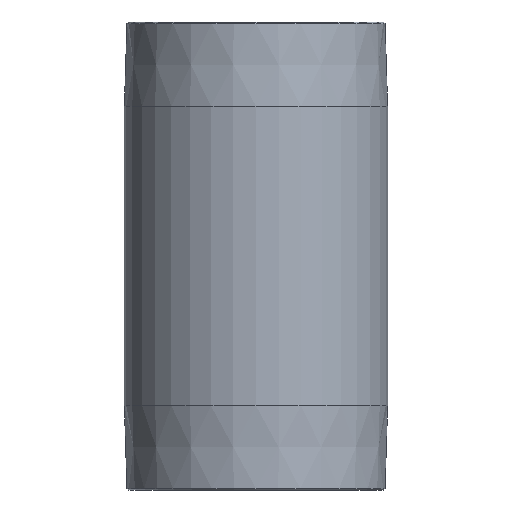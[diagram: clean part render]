
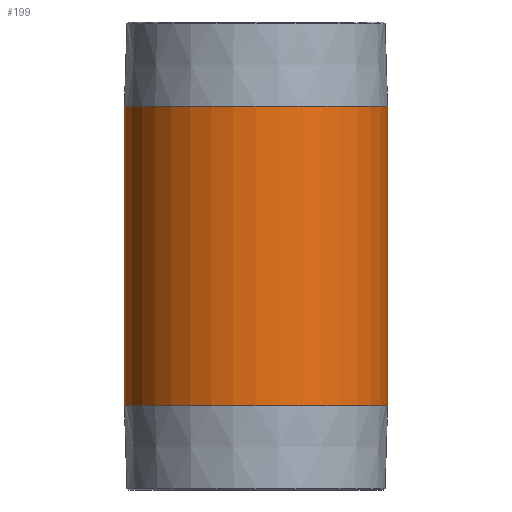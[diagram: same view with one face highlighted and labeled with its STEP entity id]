
A CAD part, front view. The second image highlights one B-rep face of the part: STEP entity #199.
In plain terms, the highlighted cylindrical face has radius 57.15 mm (diameter 114.3 mm), a partial arc.
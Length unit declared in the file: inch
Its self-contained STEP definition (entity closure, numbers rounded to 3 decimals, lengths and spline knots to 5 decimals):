
#1 = ORIENTED_EDGE ( 'NONE', *, *, #294, .F. ) ;
#2 = DIRECTION ( 'NONE',  ( 0., 0., -1. ) ) ;
#26 = CARTESIAN_POINT ( 'NONE',  ( 2.25, 0., 1.4375 ) ) ;
#34 = ORIENTED_EDGE ( 'NONE', *, *, #449, .T. ) ;
#40 = CARTESIAN_POINT ( 'NONE',  ( 0., 0., 8. ) ) ;
#58 = DIRECTION ( 'NONE',  ( 0., 0., -1. ) ) ;
#86 = DIRECTION ( 'NONE',  ( -1., 0., 0. ) ) ;
#93 = DIRECTION ( 'NONE',  ( -1., 0., 0. ) ) ;
#106 = VERTEX_POINT ( 'NONE', #26 ) ;
#110 = EDGE_CURVE ( 'NONE', #123, #414, #156, .T. ) ;
#113 = DIRECTION ( 'NONE',  ( 0., 0., -1. ) ) ;
#119 = AXIS2_PLACEMENT_3D ( 'NONE', #341, #2, #86 ) ;
#123 = VERTEX_POINT ( 'NONE', #151 ) ;
#133 = FACE_OUTER_BOUND ( 'NONE', #373, .T. ) ;
#134 = CIRCLE ( 'NONE', #119, 2.25 ) ;
#151 = CARTESIAN_POINT ( 'NONE',  ( -2.25, 0., 6.5625 ) ) ;
#156 = LINE ( 'NONE', #276, #456 ) ;
#158 = CARTESIAN_POINT ( 'NONE',  ( 2.25, 0., 8. ) ) ;
#174 = CYLINDRICAL_SURFACE ( 'NONE', #245, 2.25 ) ;
#185 = EDGE_CURVE ( 'NONE', #336, #106, #200, .T. ) ;
#199 = ADVANCED_FACE ( 'NONE', ( #133 ), #174, .T. ) ;
#200 = LINE ( 'NONE', #158, #495 ) ;
#226 = DIRECTION ( 'NONE',  ( -1., 0., 0. ) ) ;
#245 = AXIS2_PLACEMENT_3D ( 'NONE', #40, #545, #93 ) ;
#276 = CARTESIAN_POINT ( 'NONE',  ( -2.25, 0., 8. ) ) ;
#280 = CIRCLE ( 'NONE', #289, 2.25 ) ;
#289 = AXIS2_PLACEMENT_3D ( 'NONE', #431, #58, #226 ) ;
#294 = EDGE_CURVE ( 'NONE', #106, #414, #134, .T. ) ;
#336 = VERTEX_POINT ( 'NONE', #552 ) ;
#341 = CARTESIAN_POINT ( 'NONE',  ( 0., 0., 1.4375 ) ) ;
#373 = EDGE_LOOP ( 'NONE', ( #465, #34, #528, #1 ) ) ;
#394 = CARTESIAN_POINT ( 'NONE',  ( -2.25, 0., 1.4375 ) ) ;
#414 = VERTEX_POINT ( 'NONE', #394 ) ;
#431 = CARTESIAN_POINT ( 'NONE',  ( 0., 0., 6.5625 ) ) ;
#444 = DIRECTION ( 'NONE',  ( 0., 0., -1. ) ) ;
#449 = EDGE_CURVE ( 'NONE', #336, #123, #280, .T. ) ;
#456 = VECTOR ( 'NONE', #444, 39.37008 ) ;
#465 = ORIENTED_EDGE ( 'NONE', *, *, #185, .F. ) ;
#495 = VECTOR ( 'NONE', #113, 39.37008 ) ;
#528 = ORIENTED_EDGE ( 'NONE', *, *, #110, .T. ) ;
#545 = DIRECTION ( 'NONE',  ( 0., 0., -1. ) ) ;
#552 = CARTESIAN_POINT ( 'NONE',  ( 2.25, 0., 6.5625 ) ) ;
